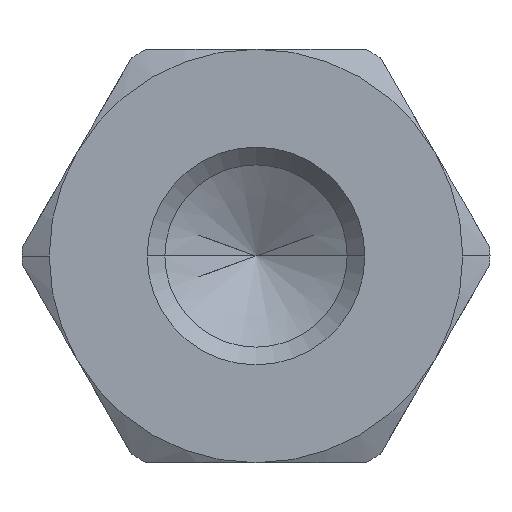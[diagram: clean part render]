
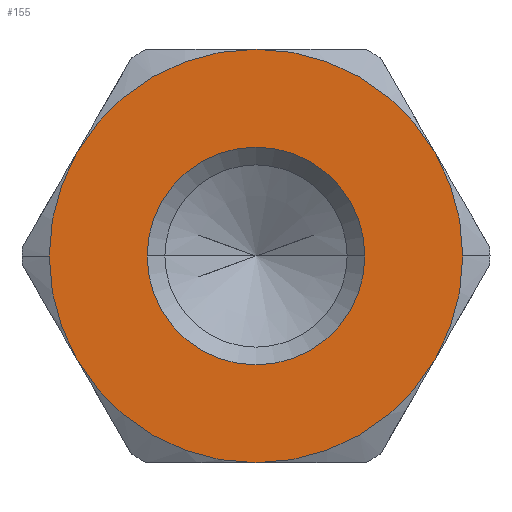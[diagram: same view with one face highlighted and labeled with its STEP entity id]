
A CAD part, front view. The second image highlights one B-rep face of the part: STEP entity #155.
In plain terms, the highlighted planar face has unit normal (0, -1, 0).
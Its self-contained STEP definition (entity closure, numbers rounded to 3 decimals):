
#155=ADVANCED_FACE('',(#309,#310),#311,.T.);
#309=FACE_BOUND('',#459,.T.);
#310=FACE_OUTER_BOUND('',#460,.T.);
#311=PLANE('',#461);
#459=EDGE_LOOP('',(#818,#819));
#460=EDGE_LOOP('',(#820,#821,#822,#823,#824,#825,#826,#827));
#461=AXIS2_PLACEMENT_3D('',#828,#829,#830);
#818=ORIENTED_EDGE('',*,*,#928,.T.);
#819=ORIENTED_EDGE('',*,*,#930,.T.);
#820=ORIENTED_EDGE('',*,*,#997,.F.);
#821=ORIENTED_EDGE('',*,*,#995,.F.);
#822=ORIENTED_EDGE('',*,*,#991,.F.);
#823=ORIENTED_EDGE('',*,*,#987,.F.);
#824=ORIENTED_EDGE('',*,*,#890,.F.);
#825=ORIENTED_EDGE('',*,*,#984,.F.);
#826=ORIENTED_EDGE('',*,*,#1004,.F.);
#827=ORIENTED_EDGE('',*,*,#883,.F.);
#828=CARTESIAN_POINT('',(4.75,0.0,0.0));
#829=DIRECTION('',(-0.0,-1.0,-0.0));
#830=DIRECTION('',(-1.0,0.0,0.0));
#883=EDGE_CURVE('',#1041,#1044,#1045,.T.);
#890=EDGE_CURVE('',#1055,#1051,#1057,.T.);
#928=EDGE_CURVE('',#1109,#1111,#1113,.T.);
#930=EDGE_CURVE('',#1111,#1109,#1115,.T.);
#984=EDGE_CURVE('',#1192,#1055,#1194,.T.);
#987=EDGE_CURVE('',#1051,#1197,#1198,.T.);
#991=EDGE_CURVE('',#1197,#1202,#1203,.T.);
#995=EDGE_CURVE('',#1202,#1138,#1207,.T.);
#997=EDGE_CURVE('',#1138,#1041,#1209,.T.);
#1004=EDGE_CURVE('',#1044,#1192,#1216,.T.);
#1041=VERTEX_POINT('',#1277);
#1044=VERTEX_POINT('',#1281);
#1045=CIRCLE('',#1282,9.5);
#1051=VERTEX_POINT('',#1299);
#1055=VERTEX_POINT('',#1304);
#1057=CIRCLE('',#1317,9.5);
#1109=VERTEX_POINT('',#1385);
#1111=VERTEX_POINT('',#1388);
#1113=CIRCLE('',#1391,5.0);
#1115=CIRCLE('',#1393,5.0);
#1138=VERTEX_POINT('',#1416);
#1192=VERTEX_POINT('',#1524);
#1194=CIRCLE('',#1537,9.5);
#1197=VERTEX_POINT('',#1551);
#1198=CIRCLE('',#1552,9.5);
#1202=VERTEX_POINT('',#1578);
#1203=CIRCLE('',#1579,9.5);
#1207=CIRCLE('',#1605,9.5);
#1209=CIRCLE('',#1607,9.5);
#1216=CIRCLE('',#1658,9.5);
#1277=CARTESIAN_POINT('',(9.5,0.0,0.));
#1281=CARTESIAN_POINT('',(8.227,0.0,-4.75));
#1282=AXIS2_PLACEMENT_3D('',#1757,#1758,#1759);
#1299=CARTESIAN_POINT('',(-9.5,0.0,0.));
#1304=CARTESIAN_POINT('',(-8.227,0.0,-4.75));
#1317=AXIS2_PLACEMENT_3D('',#1767,#1768,#1769);
#1385=CARTESIAN_POINT('',(-5.0,0.,0.0));
#1388=CARTESIAN_POINT('',(5.0,0.,0.));
#1391=AXIS2_PLACEMENT_3D('',#1818,#1819,#1820);
#1393=AXIS2_PLACEMENT_3D('',#1821,#1822,#1823);
#1416=CARTESIAN_POINT('',(8.227,0.0,4.75));
#1524=CARTESIAN_POINT('',(0.0,0.0,-9.5));
#1537=AXIS2_PLACEMENT_3D('',#1900,#1901,#1902);
#1551=CARTESIAN_POINT('',(-8.227,0.0,4.75));
#1552=AXIS2_PLACEMENT_3D('',#1903,#1904,#1905);
#1578=CARTESIAN_POINT('',(0.,0.0,9.5));
#1579=AXIS2_PLACEMENT_3D('',#1906,#1907,#1908);
#1605=AXIS2_PLACEMENT_3D('',#1909,#1910,#1911);
#1607=AXIS2_PLACEMENT_3D('',#1912,#1913,#1914);
#1658=AXIS2_PLACEMENT_3D('',#1915,#1916,#1917);
#1757=CARTESIAN_POINT('',(0.0,0.0,0.0));
#1758=DIRECTION('',(-0.0,1.0,0.0));
#1759=DIRECTION('',(1.0,0.0,0.0));
#1767=CARTESIAN_POINT('',(0.0,0.0,0.0));
#1768=DIRECTION('',(-0.0,1.0,0.0));
#1769=DIRECTION('',(1.0,0.0,0.0));
#1818=CARTESIAN_POINT('',(0.,0.,0.0));
#1819=DIRECTION('',(0.0,1.0,0.0));
#1820=DIRECTION('',(-1.0,0.0,0.0));
#1821=CARTESIAN_POINT('',(0.,0.,0.0));
#1822=DIRECTION('',(0.0,1.0,0.0));
#1823=DIRECTION('',(-1.0,0.0,0.0));
#1900=CARTESIAN_POINT('',(0.0,0.0,0.0));
#1901=DIRECTION('',(-0.0,1.0,0.0));
#1902=DIRECTION('',(1.0,0.0,0.0));
#1903=CARTESIAN_POINT('',(0.0,0.0,0.0));
#1904=DIRECTION('',(-0.0,1.0,0.0));
#1905=DIRECTION('',(1.0,0.0,0.0));
#1906=CARTESIAN_POINT('',(0.0,0.0,0.0));
#1907=DIRECTION('',(-0.0,1.0,0.0));
#1908=DIRECTION('',(1.0,0.0,0.0));
#1909=CARTESIAN_POINT('',(0.0,0.0,0.0));
#1910=DIRECTION('',(-0.0,1.0,0.0));
#1911=DIRECTION('',(1.0,0.0,0.0));
#1912=CARTESIAN_POINT('',(0.0,0.0,0.0));
#1913=DIRECTION('',(-0.0,1.0,0.0));
#1914=DIRECTION('',(1.0,0.0,0.0));
#1915=CARTESIAN_POINT('',(0.0,0.0,0.0));
#1916=DIRECTION('',(-0.0,1.0,0.0));
#1917=DIRECTION('',(1.0,0.0,0.0));
